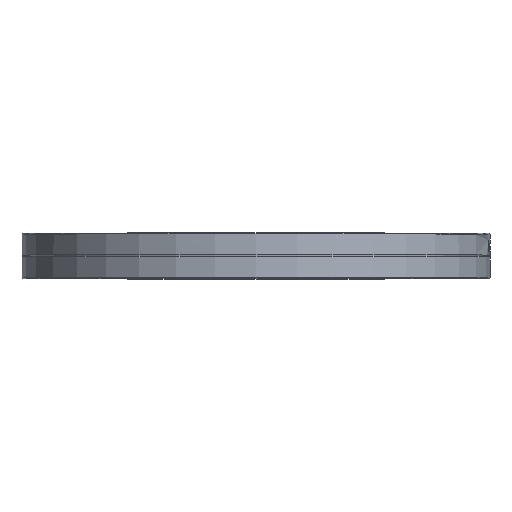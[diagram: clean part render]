
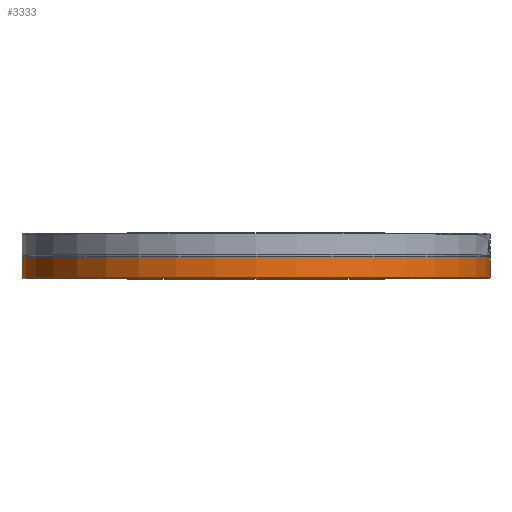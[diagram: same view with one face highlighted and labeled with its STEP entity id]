
A CAD part, top view. The second image highlights one B-rep face of the part: STEP entity #3333.
In plain terms, the highlighted cylindrical face has radius 127 mm (diameter 254 mm), a full revolution.
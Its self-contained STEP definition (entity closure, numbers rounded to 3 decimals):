
#319=CYLINDRICAL_SURFACE('',#3591,127.);
#372=FACE_OUTER_BOUND('',#598,.T.);
#598=EDGE_LOOP('',(#2307,#2308,#2309,#2310,#2311,#2312));
#825=LINE('',#4804,#1020);
#1020=VECTOR('',#3983,127.);
#1214=CIRCLE('',#3562,127.);
#1215=CIRCLE('',#3563,127.);
#1242=CIRCLE('',#3592,127.);
#1243=CIRCLE('',#3593,127.);
#1395=VERTEX_POINT('',#4741);
#1396=VERTEX_POINT('',#4742);
#1423=VERTEX_POINT('',#4800);
#1424=VERTEX_POINT('',#4801);
#1737=EDGE_CURVE('',#1395,#1396,#1214,.T.);
#1738=EDGE_CURVE('',#1396,#1395,#1215,.T.);
#1766=EDGE_CURVE('',#1423,#1424,#1242,.T.);
#1767=EDGE_CURVE('',#1424,#1423,#1243,.T.);
#1768=EDGE_CURVE('',#1424,#1396,#825,.T.);
#2307=ORIENTED_EDGE('',*,*,#1766,.F.);
#2308=ORIENTED_EDGE('',*,*,#1767,.F.);
#2309=ORIENTED_EDGE('',*,*,#1768,.T.);
#2310=ORIENTED_EDGE('',*,*,#1737,.F.);
#2311=ORIENTED_EDGE('',*,*,#1738,.F.);
#2312=ORIENTED_EDGE('',*,*,#1768,.F.);
#3333=ADVANCED_FACE('',(#372),#319,.T.);
#3562=AXIS2_PLACEMENT_3D('',#4743,#3918,#3919);
#3563=AXIS2_PLACEMENT_3D('',#4744,#3920,#3921);
#3591=AXIS2_PLACEMENT_3D('',#4799,#3977,#3978);
#3592=AXIS2_PLACEMENT_3D('',#4802,#3979,#3980);
#3593=AXIS2_PLACEMENT_3D('',#4803,#3981,#3982);
#3918=DIRECTION('center_axis',(0.,-1.,0.));
#3919=DIRECTION('ref_axis',(1.,0.,0.));
#3920=DIRECTION('center_axis',(0.,-1.,0.));
#3921=DIRECTION('ref_axis',(1.,0.,0.));
#3977=DIRECTION('center_axis',(0.,1.,0.));
#3978=DIRECTION('ref_axis',(-1.,0.,0.));
#3979=DIRECTION('center_axis',(0.,1.,0.));
#3980=DIRECTION('ref_axis',(1.,0.,0.));
#3981=DIRECTION('center_axis',(0.,1.,0.));
#3982=DIRECTION('ref_axis',(1.,0.,0.));
#3983=DIRECTION('',(0.,-1.,0.));
#4741=CARTESIAN_POINT('',(-127.,0.5,0.));
#4742=CARTESIAN_POINT('',(127.,0.5,0.));
#4743=CARTESIAN_POINT('Origin',(0.,0.5,0.));
#4744=CARTESIAN_POINT('Origin',(0.,0.5,0.));
#4799=CARTESIAN_POINT('Origin',(0.,5.906,0.));
#4800=CARTESIAN_POINT('',(0.,11.813,-127.));
#4801=CARTESIAN_POINT('',(127.,11.813,0.));
#4802=CARTESIAN_POINT('Origin',(0.,11.813,0.));
#4803=CARTESIAN_POINT('Origin',(0.,11.813,0.));
#4804=CARTESIAN_POINT('',(127.,5.906,0.));
